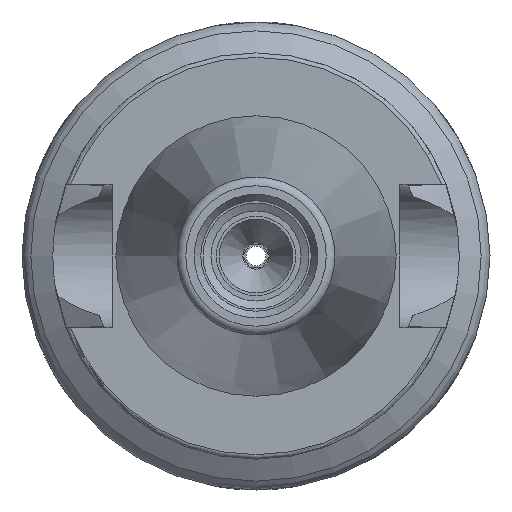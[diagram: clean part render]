
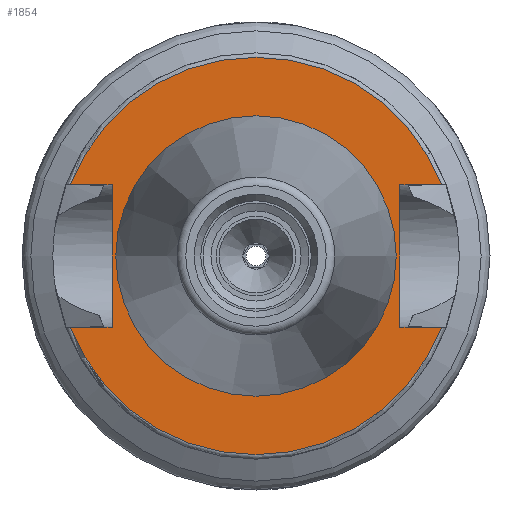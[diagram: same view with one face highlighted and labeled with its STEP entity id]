
A CAD part, left-side view. The second image highlights one B-rep face of the part: STEP entity #1854.
In plain terms, the highlighted planar face has unit normal (-1, 0, 0).
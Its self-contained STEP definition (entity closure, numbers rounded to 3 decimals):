
#55=FACE_BOUND('',#370,.T.);
#149=PLANE('',#2026);
#236=FACE_OUTER_BOUND('',#369,.T.);
#369=EDGE_LOOP('',(#1511,#1512,#1513,#1514,#1515,#1516,#1517,#1518));
#370=EDGE_LOOP('',(#1519));
#545=CIRCLE('',#2023,22.5);
#546=CIRCLE('',#2025,22.5);
#547=CIRCLE('',#2027,15.67);
#663=LINE('',#3143,#765);
#667=LINE('',#3214,#769);
#669=LINE('',#3217,#771);
#672=LINE('',#3229,#774);
#676=LINE('',#3296,#778);
#678=LINE('',#3299,#780);
#765=VECTOR('',#2319,10.);
#769=VECTOR('',#2333,10.);
#771=VECTOR('',#2337,10.);
#774=VECTOR('',#2342,10.);
#778=VECTOR('',#2356,10.);
#780=VECTOR('',#2360,10.);
#920=VERTEX_POINT('',#3140);
#921=VERTEX_POINT('',#3142);
#933=VERTEX_POINT('',#3211);
#934=VERTEX_POINT('',#3213);
#938=VERTEX_POINT('',#3226);
#939=VERTEX_POINT('',#3228);
#951=VERTEX_POINT('',#3293);
#952=VERTEX_POINT('',#3295);
#953=VERTEX_POINT('',#3323);
#1126=EDGE_CURVE('',#921,#920,#663,.T.);
#1141=EDGE_CURVE('',#934,#933,#667,.T.);
#1143=EDGE_CURVE('',#920,#934,#669,.T.);
#1147=EDGE_CURVE('',#939,#938,#672,.T.);
#1162=EDGE_CURVE('',#952,#951,#676,.T.);
#1164=EDGE_CURVE('',#938,#952,#678,.T.);
#1175=EDGE_CURVE('',#939,#933,#545,.T.);
#1176=EDGE_CURVE('',#921,#951,#546,.T.);
#1177=EDGE_CURVE('',#953,#953,#547,.T.);
#1511=ORIENTED_EDGE('',*,*,#1126,.T.);
#1512=ORIENTED_EDGE('',*,*,#1143,.T.);
#1513=ORIENTED_EDGE('',*,*,#1141,.T.);
#1514=ORIENTED_EDGE('',*,*,#1175,.F.);
#1515=ORIENTED_EDGE('',*,*,#1147,.T.);
#1516=ORIENTED_EDGE('',*,*,#1164,.T.);
#1517=ORIENTED_EDGE('',*,*,#1162,.T.);
#1518=ORIENTED_EDGE('',*,*,#1176,.F.);
#1519=ORIENTED_EDGE('',*,*,#1177,.T.);
#1854=ADVANCED_FACE('',(#236,#55),#149,.T.);
#2023=AXIS2_PLACEMENT_3D('',#3319,#2399,#2400);
#2025=AXIS2_PLACEMENT_3D('',#3321,#2403,#2404);
#2026=AXIS2_PLACEMENT_3D('',#3322,#2405,#2406);
#2027=AXIS2_PLACEMENT_3D('',#3324,#2407,#2408);
#2319=DIRECTION('',(0.,-1.,0.));
#2333=DIRECTION('',(0.,1.,0.));
#2337=DIRECTION('',(0.,0.,-1.));
#2342=DIRECTION('',(0.,1.,0.));
#2356=DIRECTION('',(0.,-1.,0.));
#2360=DIRECTION('',(0.,0.,1.));
#2399=DIRECTION('center_axis',(1.,0.,0.));
#2400=DIRECTION('ref_axis',(0.,0.,-1.));
#2403=DIRECTION('center_axis',(1.,0.,0.));
#2404=DIRECTION('ref_axis',(0.,0.,-1.));
#2405=DIRECTION('center_axis',(-1.,0.,0.));
#2406=DIRECTION('ref_axis',(0.,0.,1.));
#2407=DIRECTION('center_axis',(1.,0.,0.));
#2408=DIRECTION('ref_axis',(0.,0.,-1.));
#3140=CARTESIAN_POINT('',(50.4,16.3,8.05));
#3142=CARTESIAN_POINT('',(50.4,21.011,8.05));
#3143=CARTESIAN_POINT('',(50.4,25.4,8.05));
#3211=CARTESIAN_POINT('',(50.4,21.011,-8.05));
#3213=CARTESIAN_POINT('',(50.4,16.3,-8.05));
#3214=CARTESIAN_POINT('',(50.4,19.4,-8.05));
#3217=CARTESIAN_POINT('',(50.4,16.3,4.025));
#3226=CARTESIAN_POINT('',(50.4,-16.3,-8.05));
#3228=CARTESIAN_POINT('',(50.4,-21.011,-8.05));
#3229=CARTESIAN_POINT('',(50.4,-2.9,-8.05));
#3293=CARTESIAN_POINT('',(50.4,-21.011,8.05));
#3295=CARTESIAN_POINT('',(50.4,-16.3,8.05));
#3296=CARTESIAN_POINT('',(50.4,3.1,8.05));
#3299=CARTESIAN_POINT('',(50.4,-16.3,-4.025));
#3319=CARTESIAN_POINT('Origin',(50.4,0.,0.));
#3321=CARTESIAN_POINT('Origin',(50.4,0.,0.));
#3322=CARTESIAN_POINT('Origin',(50.4,22.5,0.));
#3323=CARTESIAN_POINT('',(50.4,15.67,0.));
#3324=CARTESIAN_POINT('Origin',(50.4,0.,0.));
